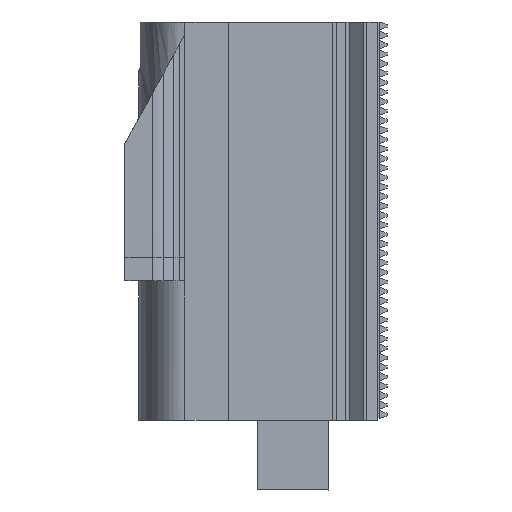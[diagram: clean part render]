
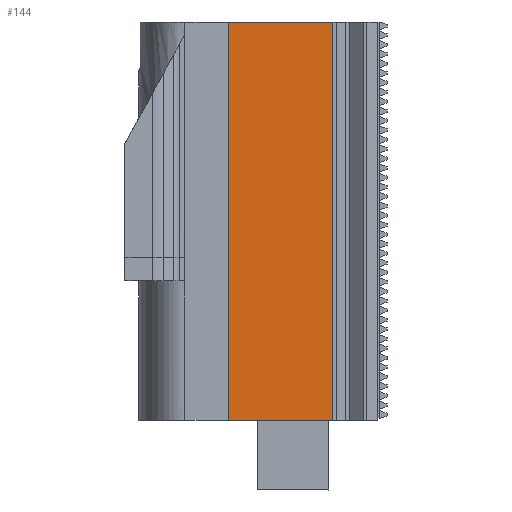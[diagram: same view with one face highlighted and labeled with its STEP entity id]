
A CAD part, left-side view. The second image highlights one B-rep face of the part: STEP entity #144.
In plain terms, the highlighted planar face has unit normal (-1, 0, 0).
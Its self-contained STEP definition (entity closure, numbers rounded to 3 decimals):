
#144=ADVANCED_FACE('',(#495),#5910,.T.);
#495=FACE_OUTER_BOUND('',#854,.T.);
#854=EDGE_LOOP('',(#1667,#1668,#1669,#1670));
#1667=ORIENTED_EDGE('',*,*,#3442,.T.);
#1668=ORIENTED_EDGE('',*,*,#3443,.T.);
#1669=ORIENTED_EDGE('',*,*,#3444,.T.);
#1670=ORIENTED_EDGE('',*,*,#3438,.F.);
#3438=EDGE_CURVE('',#5345,#5346,#4154,.T.);
#3442=EDGE_CURVE('',#5345,#5348,#4531,.T.);
#3443=EDGE_CURVE('',#5348,#5349,#4158,.T.);
#3444=EDGE_CURVE('',#5349,#5346,#4532,.T.);
#4154=(
BOUNDED_CURVE()
B_SPLINE_CURVE(1,(#10581,#10582),.UNSPECIFIED.,.F.,.F.)
B_SPLINE_CURVE_WITH_KNOTS((2,2),(-200.,0.),.UNSPECIFIED.)
CURVE()
GEOMETRIC_REPRESENTATION_ITEM()
RATIONAL_B_SPLINE_CURVE((1.,1.))
REPRESENTATION_ITEM('')
);
#4158=(
BOUNDED_CURVE()
B_SPLINE_CURVE(1,(#10610,#10611),.UNSPECIFIED.,.F.,.F.)
B_SPLINE_CURVE_WITH_KNOTS((2,2),(0.,200.),.UNSPECIFIED.)
CURVE()
GEOMETRIC_REPRESENTATION_ITEM()
RATIONAL_B_SPLINE_CURVE((1.,1.))
REPRESENTATION_ITEM('')
);
#4531=B_SPLINE_CURVE_WITH_KNOTS('',1,(#10607,#10608,#10609),
 .UNSPECIFIED.,.F.,.F.,(2,1,2),(0.,20.3,52.5),
 .UNSPECIFIED.);
#4532=B_SPLINE_CURVE_WITH_KNOTS('',1,(#10612,#10613,#10614),
 .UNSPECIFIED.,.F.,.F.,(2,1,2),(0.,32.2,52.5),
 .UNSPECIFIED.);
#5345=VERTEX_POINT('',#9120);
#5346=VERTEX_POINT('',#9121);
#5348=VERTEX_POINT('',#9123);
#5349=VERTEX_POINT('',#9124);
#5910=PLANE('',#6324);
#6324=AXIS2_PLACEMENT_3D('',#7017,#6665,$);
#6665=DIRECTION('',(-1.,0.,0.));
#7017=CARTESIAN_POINT('',(-43.891,18.739,14.831));
#9120=CARTESIAN_POINT('',(-43.891,13.369,34.951));
#9121=CARTESIAN_POINT('',(-43.891,13.369,234.951));
#9123=CARTESIAN_POINT('',(-43.891,-39.131,34.951));
#9124=CARTESIAN_POINT('',(-43.891,-39.131,234.951));
#10581=CARTESIAN_POINT('',(-43.891,13.369,34.951));
#10582=CARTESIAN_POINT('',(-43.891,13.369,234.951));
#10607=CARTESIAN_POINT('',(-43.891,13.369,34.951));
#10608=CARTESIAN_POINT('',(-43.891,-6.931,34.951));
#10609=CARTESIAN_POINT('',(-43.891,-39.131,34.951));
#10610=CARTESIAN_POINT('',(-43.891,-39.131,34.951));
#10611=CARTESIAN_POINT('',(-43.891,-39.131,234.951));
#10612=CARTESIAN_POINT('',(-43.891,-39.131,234.951));
#10613=CARTESIAN_POINT('',(-43.891,-6.931,234.951));
#10614=CARTESIAN_POINT('',(-43.891,13.369,234.951));
